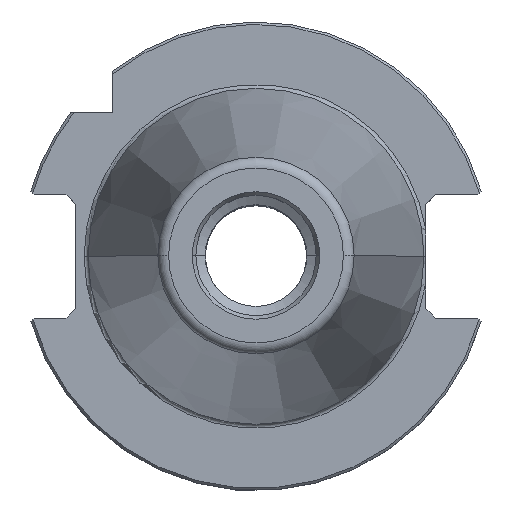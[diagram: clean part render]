
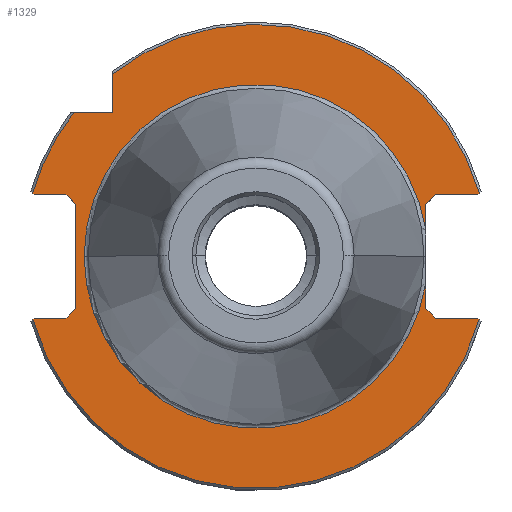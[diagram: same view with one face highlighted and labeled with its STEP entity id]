
A CAD part, top view. The second image highlights one B-rep face of the part: STEP entity #1329.
In plain terms, the highlighted planar face has unit normal (0, 0, 1).
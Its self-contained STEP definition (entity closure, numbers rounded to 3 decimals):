
#1075=EDGE_CURVE('NONE',#1767,#1229,#2834,.T.);
#1191=EDGE_CURVE('NONE',#1791,#2275,#2960,.T.);
#1201=EDGE_CURVE('NONE',#1973,#2079,#2972,.T.);
#1229=VERTEX_POINT('NONE',#3002);
#1255=EDGE_CURVE('NONE',#1915,#2451,#3033,.T.);
#1305=EDGE_CURVE('NONE',#2605,#1635,#3093,.T.);
#1315=EDGE_CURVE('NONE',#2267,#2467,#3104,.T.);
#1329=ADVANCED_FACE('NONE',(#3122),#3123,.T.);
#1351=VERTEX_POINT('NONE',#3148);
#1353=EDGE_CURVE('NONE',#1591,#1527,#3150,.T.);
#1457=EDGE_CURVE('NONE',#1351,#1775,#3273,.T.);
#1469=EDGE_CURVE('NONE',#2395,#1351,#3286,.T.);
#1477=EDGE_CURVE('NONE',#1775,#1915,#3294,.T.);
#1503=EDGE_CURVE('NONE',#2267,#2275,#3323,.T.);
#1527=VERTEX_POINT('NONE',#3350);
#1591=VERTEX_POINT('NONE',#3419);
#1609=EDGE_CURVE('NONE',#1527,#2395,#3437,.T.);
#1635=VERTEX_POINT('NONE',#3466);
#1641=VERTEX_POINT('NONE',#3472);
#1677=VERTEX_POINT('NONE',#3513);
#1687=EDGE_CURVE('NONE',#2325,#1591,#3524,.T.);
#1689=VERTEX_POINT('NONE',#3526);
#1767=VERTEX_POINT('NONE',#3610);
#1775=VERTEX_POINT('NONE',#3618);
#1779=EDGE_CURVE('NONE',#1677,#1791,#3622,.T.);
#1789=EDGE_CURVE('NONE',#1229,#2605,#3632,.T.);
#1791=VERTEX_POINT('NONE',#3634);
#1825=EDGE_CURVE('NONE',#1677,#1973,#3671,.T.);
#1867=EDGE_CURVE('NONE',#1689,#1767,#3718,.T.);
#1915=VERTEX_POINT('NONE',#3772);
#1973=VERTEX_POINT('NONE',#3839);
#2009=EDGE_CURVE('NONE',#2033,#1641,#3877,.T.);
#2033=VERTEX_POINT('NONE',#3901);
#2079=VERTEX_POINT('NONE',#3951);
#2129=EDGE_CURVE('NONE',#1641,#2079,#4006,.T.);
#2201=EDGE_CURVE('NONE',#1635,#2325,#4087,.T.);
#2267=VERTEX_POINT('NONE',#4159);
#2275=VERTEX_POINT('NONE',#4168);
#2325=VERTEX_POINT('NONE',#4221);
#2395=VERTEX_POINT('NONE',#4299);
#2451=VERTEX_POINT('NONE',#4363);
#2467=VERTEX_POINT('NONE',#4380);
#2589=EDGE_CURVE('NONE',#2467,#1689,#4510,.T.);
#2605=VERTEX_POINT('NONE',#4526);
#2611=EDGE_CURVE('NONE',#2033,#2451,#4532,.T.);
#2834=LINE('',#4878,#4879);
#2960=LINE('',#5090,#5091);
#2972=CIRCLE('',#5107,35.725);
#3002=CARTESIAN_POINT('',(-37.876,29.85,-3.2));
#3033=LINE('',#5182,#5183);
#3093=LINE('',#5265,#5266);
#3104=LINE('',#5283,#5284);
#3122=FACE_OUTER_BOUND('',#5304,.T.);
#3123=PLANE('',#5305);
#3148=CARTESIAN_POINT('',(-46.066,-12.85,-3.2));
#3150=LINE('',#5340,#5341);
#3273=LINE('',#5563,#5564);
#3286=LINE('',#5581,#5582);
#3294=CIRCLE('',#5593,48.225);
#3323=LINE('',#5638,#5639);
#3350=CARTESIAN_POINT('',(-37.5,-10.85,-3.2));
#3419=CARTESIAN_POINT('',(-37.5,10.85,-3.2));
#3437=LINE('',#5802,#5803);
#3466=CARTESIAN_POINT('',(-46.066,12.85,-3.2));
#3472=CARTESIAN_POINT('',(35.3,-10.85,-3.2));
#3513=CARTESIAN_POINT('',(35.3,5.494,-3.2));
#3524=LINE('',#5921,#5922);
#3526=CARTESIAN_POINT('',(-29.85,37.876,-3.2));
#3610=CARTESIAN_POINT('',(-29.85,29.85,-3.2));
#3618=CARTESIAN_POINT('',(-46.39,-13.175,-3.2));
#3622=LINE('',#6093,#6094);
#3632=CIRCLE('',#6108,48.225);
#3634=CARTESIAN_POINT('',(35.3,10.85,-3.2));
#3671=CIRCLE('',#6165,35.725);
#3718=LINE('',#6235,#6236);
#3772=CARTESIAN_POINT('',(46.39,-13.175,-3.2));
#3839=CARTESIAN_POINT('',(-35.725,0.,-3.2));
#3877=LINE('',#6498,#6499);
#3901=CARTESIAN_POINT('',(37.3,-12.85,-3.2));
#3951=CARTESIAN_POINT('',(35.3,-5.494,-3.2));
#4006=LINE('',#6708,#6709);
#4087=LINE('',#6833,#6834);
#4159=CARTESIAN_POINT('',(46.066,12.85,-3.2));
#4168=CARTESIAN_POINT('',(37.3,12.85,-3.2));
#4221=CARTESIAN_POINT('',(-39.5,12.85,-3.2));
#4299=CARTESIAN_POINT('',(-39.5,-12.85,-3.2));
#4363=CARTESIAN_POINT('',(46.066,-12.85,-3.2));
#4380=CARTESIAN_POINT('',(46.39,13.175,-3.2));
#4510=CIRCLE('',#7479,48.225);
#4526=CARTESIAN_POINT('',(-46.39,13.175,-3.2));
#4532=LINE('',#7509,#7510);
#4878=CARTESIAN_POINT('',(0.,29.85,-3.2));
#4879=VECTOR('',#7737,1000.0);
#5090=CARTESIAN_POINT('',(37.3,12.85,-3.2));
#5091=VECTOR('',#7866,1000.0);
#5107=AXIS2_PLACEMENT_3D('',#7888,#7889,#7890);
#5182=CARTESIAN_POINT('',(45.916,-12.7,-3.2));
#5183=VECTOR('',#7966,1000.0);
#5265=CARTESIAN_POINT('',(-46.916,13.7,-3.2));
#5266=VECTOR('',#8070,1000.0);
#5283=CARTESIAN_POINT('',(46.916,13.7,-3.2));
#5284=VECTOR('',#8084,1000.0);
#5304=EDGE_LOOP('',(#8118,#8119,#8120,#8121,#8122,#8123,#8124,#8125,#8126,#8127,#8128,#8129,#8130,#8131,#8132,#8133,#8134,#8135,#8136,#8137,#8138,#8139));
#5305=AXIS2_PLACEMENT_3D('',#8140,#8141,#8142);
#5340=CARTESIAN_POINT('',(-37.5,-35.725,-3.2));
#5341=VECTOR('',#8171,1000.0);
#5563=CARTESIAN_POINT('',(-46.916,-13.7,-3.2));
#5564=VECTOR('',#8368,1000.0);
#5581=CARTESIAN_POINT('',(0.,-12.85,-3.2));
#5582=VECTOR('',#8386,1000.0);
#5593=AXIS2_PLACEMENT_3D('',#8388,#8389,#8390);
#5638=CARTESIAN_POINT('',(0.,12.85,-3.2));
#5639=VECTOR('',#8416,1000.0);
#5802=CARTESIAN_POINT('',(-37.5,-10.85,-3.2));
#5803=VECTOR('',#8574,1000.0);
#5921=CARTESIAN_POINT('',(-37.5,10.85,-3.2));
#5922=VECTOR('',#8661,1000.0);
#6093=CARTESIAN_POINT('',(35.3,-35.725,-3.2));
#6094=VECTOR('',#8737,1000.0);
#6108=AXIS2_PLACEMENT_3D('',#8742,#8743,#8744);
#6165=AXIS2_PLACEMENT_3D('',#8792,#8793,#8794);
#6235=CARTESIAN_POINT('',(-29.85,-35.725,-3.2));
#6236=VECTOR('',#8844,1000.0);
#6498=CARTESIAN_POINT('',(37.3,-12.85,-3.2));
#6499=VECTOR('',#9035,1000.0);
#6708=CARTESIAN_POINT('',(35.3,-35.725,-3.2));
#6709=VECTOR('',#9164,1000.0);
#6833=CARTESIAN_POINT('',(0.,12.85,-3.2));
#6834=VECTOR('',#9260,1000.0);
#7479=AXIS2_PLACEMENT_3D('',#9722,#9723,#9724);
#7509=CARTESIAN_POINT('',(0.,-12.85,-3.2));
#7510=VECTOR('',#9736,1000.0);
#7737=DIRECTION('',(-1.0,0.,0.0));
#7866=DIRECTION('',(0.707,0.707,0.0));
#7888=CARTESIAN_POINT('',(0.0,0.0,-3.2));
#7889=DIRECTION('',(0.0,0.0,1.0));
#7890=DIRECTION('',(-1.0,0.,0.0));
#7966=DIRECTION('',(-0.707,0.707,0.0));
#8070=DIRECTION('',(0.707,-0.707,-0.0));
#8084=DIRECTION('',(0.707,0.707,0.0));
#8118=ORIENTED_EDGE('',*,*,#1315,.T.);
#8119=ORIENTED_EDGE('',*,*,#2589,.T.);
#8120=ORIENTED_EDGE('',*,*,#1867,.T.);
#8121=ORIENTED_EDGE('',*,*,#1075,.T.);
#8122=ORIENTED_EDGE('',*,*,#1789,.T.);
#8123=ORIENTED_EDGE('',*,*,#1305,.T.);
#8124=ORIENTED_EDGE('',*,*,#2201,.T.);
#8125=ORIENTED_EDGE('',*,*,#1687,.T.);
#8126=ORIENTED_EDGE('',*,*,#1353,.T.);
#8127=ORIENTED_EDGE('',*,*,#1609,.T.);
#8128=ORIENTED_EDGE('',*,*,#1469,.T.);
#8129=ORIENTED_EDGE('',*,*,#1457,.T.);
#8130=ORIENTED_EDGE('',*,*,#1477,.T.);
#8131=ORIENTED_EDGE('',*,*,#1255,.T.);
#8132=ORIENTED_EDGE('',*,*,#2611,.F.);
#8133=ORIENTED_EDGE('',*,*,#2009,.T.);
#8134=ORIENTED_EDGE('',*,*,#2129,.T.);
#8135=ORIENTED_EDGE('',*,*,#1201,.F.);
#8136=ORIENTED_EDGE('',*,*,#1825,.F.);
#8137=ORIENTED_EDGE('',*,*,#1779,.T.);
#8138=ORIENTED_EDGE('',*,*,#1191,.T.);
#8139=ORIENTED_EDGE('',*,*,#1503,.F.);
#8140=CARTESIAN_POINT('',(0.,-35.725,-3.2));
#8141=DIRECTION('',(0.0,0.0,1.0));
#8142=DIRECTION('',(-1.0,0.,0.0));
#8171=DIRECTION('',(0.,-1.0,0.0));
#8368=DIRECTION('',(-0.707,-0.707,0.0));
#8386=DIRECTION('',(-1.0,0.,0.0));
#8388=CARTESIAN_POINT('',(0.0,0.0,-3.2));
#8389=DIRECTION('',(0.0,0.0,1.0));
#8390=DIRECTION('',(-1.0,0.,0.0));
#8416=DIRECTION('',(-1.0,0.,0.0));
#8574=DIRECTION('',(-0.707,-0.707,0.0));
#8661=DIRECTION('',(0.707,-0.707,-0.0));
#8737=DIRECTION('',(0.,1.0,0.0));
#8742=CARTESIAN_POINT('',(0.0,0.0,-3.2));
#8743=DIRECTION('',(0.0,0.0,1.0));
#8744=DIRECTION('',(-1.0,0.,0.0));
#8792=CARTESIAN_POINT('',(0.0,0.0,-3.2));
#8793=DIRECTION('',(0.0,0.0,1.0));
#8794=DIRECTION('',(-1.0,0.,0.0));
#8844=DIRECTION('',(0.,-1.0,0.0));
#9035=DIRECTION('',(-0.707,0.707,0.0));
#9164=DIRECTION('',(0.,1.0,0.0));
#9260=DIRECTION('',(1.0,0.,-0.0));
#9722=CARTESIAN_POINT('',(0.0,0.0,-3.2));
#9723=DIRECTION('',(0.0,0.0,1.0));
#9724=DIRECTION('',(-1.0,0.,0.0));
#9736=DIRECTION('',(1.0,0.,-0.0));
